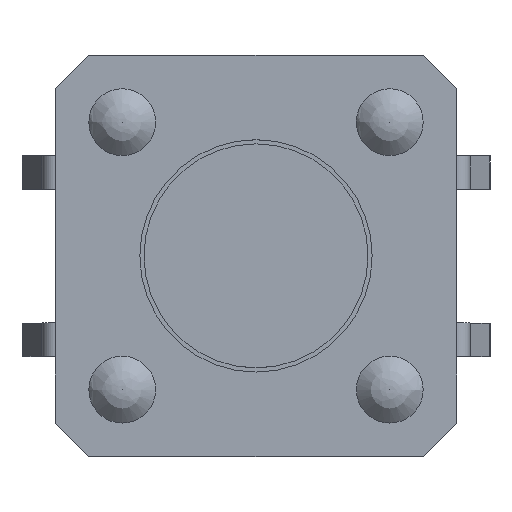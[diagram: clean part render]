
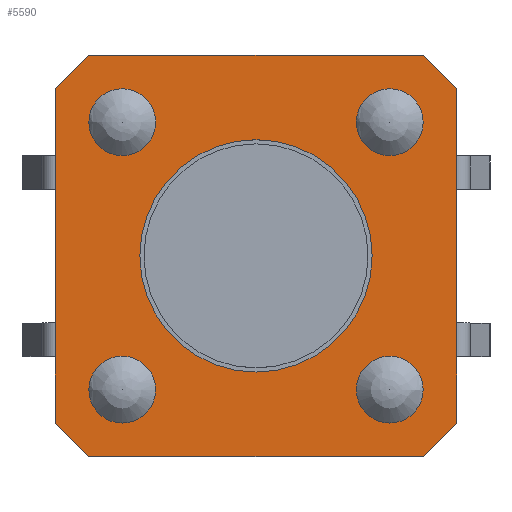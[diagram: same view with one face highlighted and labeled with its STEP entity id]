
A CAD part, top view. The second image highlights one B-rep face of the part: STEP entity #5590.
In plain terms, the highlighted planar face has unit normal (0, 0, 1).
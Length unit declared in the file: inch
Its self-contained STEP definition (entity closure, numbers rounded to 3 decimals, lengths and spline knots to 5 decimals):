
#1111=CARTESIAN_POINT('',(-0.85012,0.19991,0.14173));
#1112=VERTEX_POINT('',#1111);
#1113=CARTESIAN_POINT('',(-0.98693,0.19991,0.14173));
#1114=DIRECTION('',(0.0,0.0,-1.0));
#1115=DIRECTION('',(-1.0,0.0,0.0));
#1116=AXIS2_PLACEMENT_3D('',#1113,#1114,#1115);
#1117=CIRCLE('',#1116,0.13681);
#1118=EDGE_CURVE('',#1112,#1112,#1117,.T.);
#1192=CARTESIAN_POINT('',(-1.10504,0.04243,0.14173));
#1193=VERTEX_POINT('',#1192);
#1194=CARTESIAN_POINT('',(-1.14441,0.04243,0.14173));
#1195=DIRECTION('',(0.0,0.0,1.0));
#1196=DIRECTION('',(1.0,0.0,0.0));
#1197=AXIS2_PLACEMENT_3D('',#1194,#1195,#1196);
#1198=CIRCLE('',#1197,0.03937);
#1199=EDGE_CURVE('',#1193,#1193,#1198,.T.);
#1239=CARTESIAN_POINT('',(-0.86882,0.04243,0.14173));
#1240=VERTEX_POINT('',#1239);
#1241=CARTESIAN_POINT('',(-0.82945,0.04243,0.14173));
#1242=DIRECTION('',(0.0,0.0,-1.0));
#1243=DIRECTION('',(-1.0,0.0,0.0));
#1244=AXIS2_PLACEMENT_3D('',#1241,#1242,#1243);
#1245=CIRCLE('',#1244,0.03937);
#1246=EDGE_CURVE('',#1240,#1240,#1245,.T.);
#1286=CARTESIAN_POINT('',(-0.79008,0.35739,0.14173));
#1287=VERTEX_POINT('',#1286);
#1288=CARTESIAN_POINT('',(-0.82945,0.35739,0.14173));
#1289=DIRECTION('',(0.0,0.0,1.0));
#1290=DIRECTION('',(1.0,0.0,0.0));
#1291=AXIS2_PLACEMENT_3D('',#1288,#1289,#1290);
#1292=CIRCLE('',#1291,0.03937);
#1293=EDGE_CURVE('',#1287,#1287,#1292,.T.);
#2439=CARTESIAN_POINT('',(-1.10504,0.35739,0.14173));
#2440=VERTEX_POINT('',#2439);
#2441=CARTESIAN_POINT('',(-1.14441,0.35739,0.14173));
#2442=DIRECTION('',(0.0,0.0,1.0));
#2443=DIRECTION('',(1.0,0.0,0.0));
#2444=AXIS2_PLACEMENT_3D('',#2441,#2442,#2443);
#2445=CIRCLE('',#2444,0.03937);
#2446=EDGE_CURVE('',#2440,#2440,#2445,.T.);
#5504=CARTESIAN_POINT('',(-1.24677,-0.05993,0.14173));
#5505=DIRECTION('',(0.0,0.0,1.0));
#5506=DIRECTION('',(1.0,0.0,0.0));
#5507=AXIS2_PLACEMENT_3D('',#5504,#5505,#5506);
#5508=PLANE('',#5507);
#5509=CARTESIAN_POINT('',(-1.18378,0.43613,0.14173));
#5510=VERTEX_POINT('',#5509);
#5511=CARTESIAN_POINT('',(-0.79008,0.43613,0.14173));
#5512=VERTEX_POINT('',#5511);
#5513=CARTESIAN_POINT('',(-1.18378,0.43613,0.14173));
#5514=DIRECTION('',(1.0,0.0,0.0));
#5515=VECTOR('',#5514,0.3937);
#5516=LINE('',#5513,#5515);
#5517=EDGE_CURVE('',#5510,#5512,#5516,.T.);
#5518=ORIENTED_EDGE('',*,*,#5517,.F.);
#5519=CARTESIAN_POINT('',(-1.22315,0.39676,0.14173));
#5520=VERTEX_POINT('',#5519);
#5521=CARTESIAN_POINT('',(-1.22315,0.39676,0.14173));
#5522=DIRECTION('',(0.707,0.707,0.0));
#5523=VECTOR('',#5522,0.05568);
#5524=LINE('',#5521,#5523);
#5525=EDGE_CURVE('',#5520,#5510,#5524,.T.);
#5526=ORIENTED_EDGE('',*,*,#5525,.F.);
#5527=CARTESIAN_POINT('',(-1.22315,0.00306,0.14173));
#5528=VERTEX_POINT('',#5527);
#5529=CARTESIAN_POINT('',(-1.22315,0.00306,0.14173));
#5530=DIRECTION('',(0.0,1.0,0.0));
#5531=VECTOR('',#5530,0.3937);
#5532=LINE('',#5529,#5531);
#5533=EDGE_CURVE('',#5528,#5520,#5532,.T.);
#5534=ORIENTED_EDGE('',*,*,#5533,.F.);
#5535=CARTESIAN_POINT('',(-1.18378,-0.03631,0.14173));
#5536=VERTEX_POINT('',#5535);
#5537=CARTESIAN_POINT('',(-1.18378,-0.03631,0.14173));
#5538=DIRECTION('',(-0.707,0.707,0.0));
#5539=VECTOR('',#5538,0.05568);
#5540=LINE('',#5537,#5539);
#5541=EDGE_CURVE('',#5536,#5528,#5540,.T.);
#5542=ORIENTED_EDGE('',*,*,#5541,.F.);
#5543=CARTESIAN_POINT('',(-0.79008,-0.03631,0.14173));
#5544=VERTEX_POINT('',#5543);
#5545=CARTESIAN_POINT('',(-0.79008,-0.03631,0.14173));
#5546=DIRECTION('',(-1.0,0.0,0.0));
#5547=VECTOR('',#5546,0.3937);
#5548=LINE('',#5545,#5547);
#5549=EDGE_CURVE('',#5544,#5536,#5548,.T.);
#5550=ORIENTED_EDGE('',*,*,#5549,.F.);
#5551=CARTESIAN_POINT('',(-0.75071,0.00306,0.14173));
#5552=VERTEX_POINT('',#5551);
#5553=CARTESIAN_POINT('',(-0.75071,0.00306,0.14173));
#5554=DIRECTION('',(-0.707,-0.707,0.0));
#5555=VECTOR('',#5554,0.05568);
#5556=LINE('',#5553,#5555);
#5557=EDGE_CURVE('',#5552,#5544,#5556,.T.);
#5558=ORIENTED_EDGE('',*,*,#5557,.F.);
#5559=CARTESIAN_POINT('',(-0.75071,0.39676,0.14173));
#5560=VERTEX_POINT('',#5559);
#5561=CARTESIAN_POINT('',(-0.75071,0.39676,0.14173));
#5562=DIRECTION('',(0.0,-1.0,0.0));
#5563=VECTOR('',#5562,0.3937);
#5564=LINE('',#5561,#5563);
#5565=EDGE_CURVE('',#5560,#5552,#5564,.T.);
#5566=ORIENTED_EDGE('',*,*,#5565,.F.);
#5567=CARTESIAN_POINT('',(-0.79008,0.43613,0.14173));
#5568=DIRECTION('',(0.707,-0.707,0.0));
#5569=VECTOR('',#5568,0.05568);
#5570=LINE('',#5567,#5569);
#5571=EDGE_CURVE('',#5512,#5560,#5570,.T.);
#5572=ORIENTED_EDGE('',*,*,#5571,.F.);
#5573=EDGE_LOOP('',(#5518,#5526,#5534,#5542,#5550,#5558,#5566,#5572));
#5574=FACE_OUTER_BOUND('',#5573,.T.);
#5575=ORIENTED_EDGE('',*,*,#1199,.F.);
#5576=EDGE_LOOP('',(#5575));
#5577=FACE_BOUND('',#5576,.T.);
#5578=ORIENTED_EDGE('',*,*,#1246,.T.);
#5579=EDGE_LOOP('',(#5578));
#5580=FACE_BOUND('',#5579,.T.);
#5581=ORIENTED_EDGE('',*,*,#1293,.F.);
#5582=EDGE_LOOP('',(#5581));
#5583=FACE_BOUND('',#5582,.T.);
#5584=ORIENTED_EDGE('',*,*,#2446,.F.);
#5585=EDGE_LOOP('',(#5584));
#5586=FACE_BOUND('',#5585,.T.);
#5587=ORIENTED_EDGE('',*,*,#1118,.T.);
#5588=EDGE_LOOP('',(#5587));
#5589=FACE_BOUND('',#5588,.T.);
#5590=ADVANCED_FACE('',(#5574,#5577,#5580,#5583,#5586,#5589),#5508,.T.);
